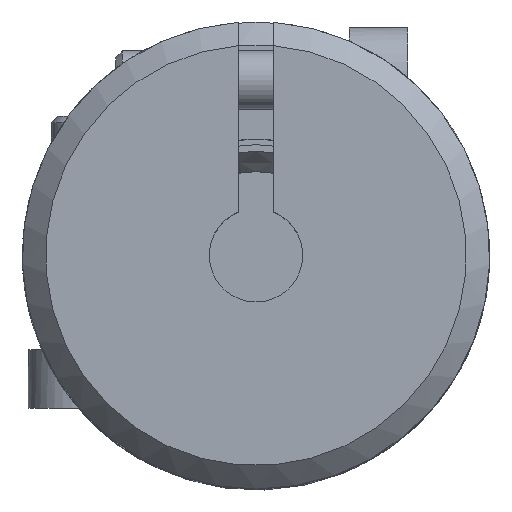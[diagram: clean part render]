
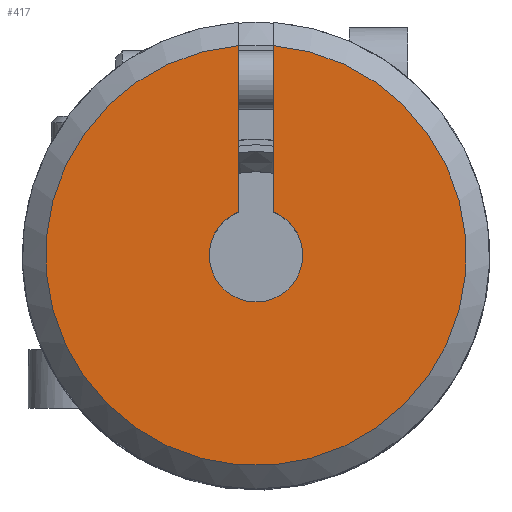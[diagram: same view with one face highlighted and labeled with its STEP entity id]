
A CAD part, top view. The second image highlights one B-rep face of the part: STEP entity #417.
In plain terms, the highlighted face is planar.
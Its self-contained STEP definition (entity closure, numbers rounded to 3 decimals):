
#417 = ADVANCED_FACE( '', ( #850 ), #851, .F. );
#850 = FACE_OUTER_BOUND( '', #1298, .T. );
#851 = PLANE( '', #1299 );
#1298 = EDGE_LOOP( '', ( #2242, #2243, #2244, #2245 ) );
#1299 = AXIS2_PLACEMENT_3D( '', #2246, #2247, #2248 );
#2242 = ORIENTED_EDGE( '', *, *, #2829, .T. );
#2243 = ORIENTED_EDGE( '', *, *, #2852, .T. );
#2244 = ORIENTED_EDGE( '', *, *, #2624, .T. );
#2245 = ORIENTED_EDGE( '', *, *, #2918, .F. );
#2246 = CARTESIAN_POINT( '', ( 0., 0., 0. ) );
#2247 = DIRECTION( '', ( 1., 0., 0. ) );
#2248 = DIRECTION( '', ( 0., 0., -1. ) );
#2624 = EDGE_CURVE( '', #3122, #3120, #3123, .T. );
#2829 = EDGE_CURVE( '', #3431, #3443, #3445, .T. );
#2852 = EDGE_CURVE( '', #3443, #3122, #3473, .T. );
#2918 = EDGE_CURVE( '', #3431, #3120, #3559, .T. );
#3120 = VERTEX_POINT( '', #3857 );
#3122 = VERTEX_POINT( '', #3862 );
#3123 = LINE( '', #3863, #3864 );
#3431 = VERTEX_POINT( '', #4358 );
#3443 = VERTEX_POINT( '', #4378 );
#3445 = LINE( '', #4381, #4382 );
#3473 = CIRCLE( '', #4424, 2. );
#3559 = CIRCLE( '', #4587, 9. );
#3857 = CARTESIAN_POINT( '', ( 0., 8.969, -0.75 ) );
#3862 = CARTESIAN_POINT( '', ( 0., 1.854, -0.75 ) );
#3863 = CARTESIAN_POINT( '', ( 0., 1.854, -0.75 ) );
#3864 = VECTOR( '', #4805, 1000. );
#4358 = CARTESIAN_POINT( '', ( 0., 8.969, 0.75 ) );
#4378 = CARTESIAN_POINT( '', ( 0., 1.854, 0.75 ) );
#4381 = CARTESIAN_POINT( '', ( 0., 10.974, 0.75 ) );
#4382 = VECTOR( '', #5062, 1000. );
#4424 = AXIS2_PLACEMENT_3D( '', #5086, #5087, #5088 );
#4587 = AXIS2_PLACEMENT_3D( '', #5168, #5169, #5170 );
#4805 = DIRECTION( '', ( 0., 1., 0. ) );
#5062 = DIRECTION( '', ( 0., -1., 0. ) );
#5086 = CARTESIAN_POINT( '', ( 0., 0., 0. ) );
#5087 = DIRECTION( '', ( 1., 0., 0. ) );
#5088 = DIRECTION( '', ( 0., 0., -1. ) );
#5168 = CARTESIAN_POINT( '', ( 0., 0., 0. ) );
#5169 = DIRECTION( '', ( 1., 0., 0. ) );
#5170 = DIRECTION( '', ( 0., 0., -1. ) );
